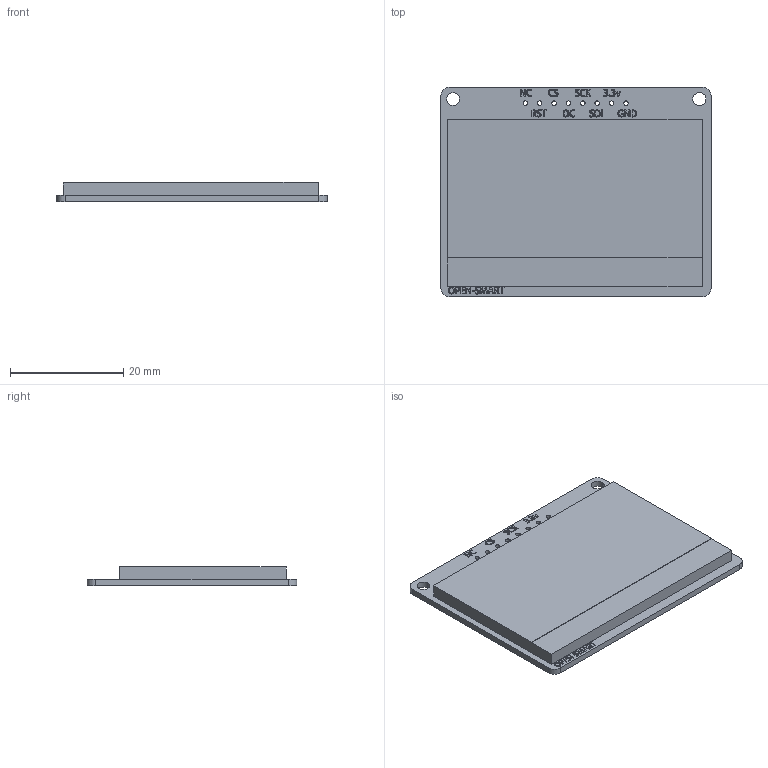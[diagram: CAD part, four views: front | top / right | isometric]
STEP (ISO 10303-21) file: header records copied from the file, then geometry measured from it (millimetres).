
FILE_DESCRIPTION (( 'STEP AP214' ), '1' );
FILE_NAME ('opensmart18.STEP', '2020-01-12T22:04:21', ( '' ), ( '' ), 'SwSTEP 2.0', 'SolidWorks 2019', '' );
FILE_SCHEMA (( 'AUTOMOTIVE_DESIGN' ));
Length unit declared in the file: millimetre
Products named in the file (1): opensmart18
Bounding box: 47.71 x 36.96 x 3.4 mm (x, y, z)
Volume: 4952.3 mm3; surface area: 4078.6 mm2
Topology: 1 solids, 1 shells, 483 faces, 1320 edges, 880 vertices
Faces by surface type: plane 242, bspline 217, cylinder 24
Entity records: 25816 total; most frequent: CARTESIAN_POINT 14525, ORIENTED_EDGE 2640, DIRECTION 1468, EDGE_CURVE 1320, VERTEX_POINT 880, VECTOR 838, LINE 838, EDGE_LOOP 544
